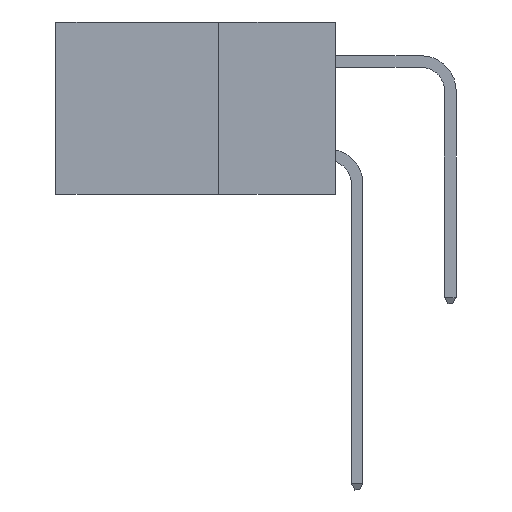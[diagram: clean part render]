
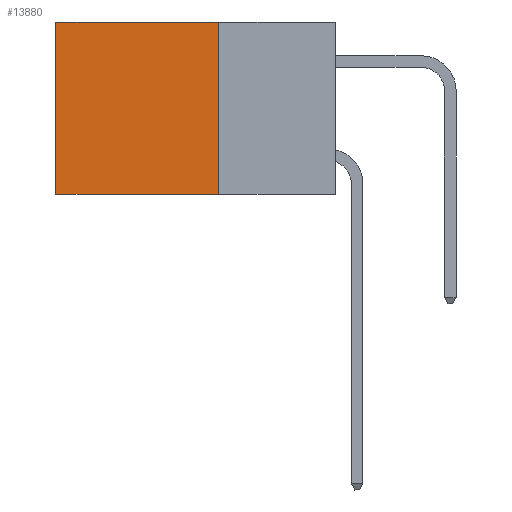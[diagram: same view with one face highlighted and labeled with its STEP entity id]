
A CAD part, left-side view. The second image highlights one B-rep face of the part: STEP entity #13880.
In plain terms, the highlighted planar face has unit normal (-1, 0, 0).
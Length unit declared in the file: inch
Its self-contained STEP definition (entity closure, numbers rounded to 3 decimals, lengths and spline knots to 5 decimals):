
#80 = LINE ( 'NONE', #8912, #7812 ) ;
#865 = VERTEX_POINT ( 'NONE', #2301 ) ;
#959 = VERTEX_POINT ( 'NONE', #17163 ) ;
#2065 = EDGE_LOOP ( 'NONE', ( #11238, #3177, #11234, #9492 ) ) ;
#2129 = EDGE_CURVE ( 'NONE', #959, #10599, #4928, .T. ) ;
#2301 = CARTESIAN_POINT ( 'NONE',  ( 0.2875, 0.25, -0.37 ) ) ;
#2747 = AXIS2_PLACEMENT_3D ( 'NONE', #14684, #9016, #18883 ) ;
#3177 = ORIENTED_EDGE ( 'NONE', *, *, #14588, .F. ) ;
#3894 = LINE ( 'NONE', #8169, #11334 ) ;
#4196 = VECTOR ( 'NONE', #16459, 39.37008 ) ;
#4332 = EDGE_CURVE ( 'NONE', #11398, #959, #3894, .T. ) ;
#4676 = LINE ( 'NONE', #15088, #4196 ) ;
#4928 = LINE ( 'NONE', #14148, #8858 ) ;
#5589 = CARTESIAN_POINT ( 'NONE',  ( 0.2875, 0.6, -0.37 ) ) ;
#5956 = DIRECTION ( 'NONE',  ( 0., 0., -1. ) ) ;
#7769 = DIRECTION ( 'NONE',  ( 0., 1., 0. ) ) ;
#7812 = VECTOR ( 'NONE', #5956, 39.37008 ) ;
#8169 = CARTESIAN_POINT ( 'NONE',  ( 0.2875, 0.25, 0. ) ) ;
#8858 = VECTOR ( 'NONE', #14316, 39.37008 ) ;
#8912 = CARTESIAN_POINT ( 'NONE',  ( 0.2875, 0.25, 0. ) ) ;
#9016 = DIRECTION ( 'NONE',  ( 1., 0., 0. ) ) ;
#9492 = ORIENTED_EDGE ( 'NONE', *, *, #4332, .T. ) ;
#10599 = VERTEX_POINT ( 'NONE', #5589 ) ;
#11234 = ORIENTED_EDGE ( 'NONE', *, *, #11325, .F. ) ;
#11238 = ORIENTED_EDGE ( 'NONE', *, *, #2129, .T. ) ;
#11325 = EDGE_CURVE ( 'NONE', #11398, #865, #80, .T. ) ;
#11334 = VECTOR ( 'NONE', #7769, 39.37008 ) ;
#11398 = VERTEX_POINT ( 'NONE', #14767 ) ;
#13880 = ADVANCED_FACE ( 'NONE', ( #17258 ), #18829, .F. ) ;
#14148 = CARTESIAN_POINT ( 'NONE',  ( 0.2875, 0.6, 0. ) ) ;
#14316 = DIRECTION ( 'NONE',  ( 0., 0., -1. ) ) ;
#14588 = EDGE_CURVE ( 'NONE', #865, #10599, #4676, .T. ) ;
#14684 = CARTESIAN_POINT ( 'NONE',  ( 0.2875, 0.25, 0. ) ) ;
#14767 = CARTESIAN_POINT ( 'NONE',  ( 0.2875, 0.25, 0. ) ) ;
#15088 = CARTESIAN_POINT ( 'NONE',  ( 0.2875, 0.25, -0.37 ) ) ;
#16459 = DIRECTION ( 'NONE',  ( 0., 1., 0. ) ) ;
#17163 = CARTESIAN_POINT ( 'NONE',  ( 0.2875, 0.6, 0. ) ) ;
#17258 = FACE_OUTER_BOUND ( 'NONE', #2065, .T. ) ;
#18829 = PLANE ( 'NONE',  #2747 ) ;
#18883 = DIRECTION ( 'NONE',  ( 0., 0., -1. ) ) ;
